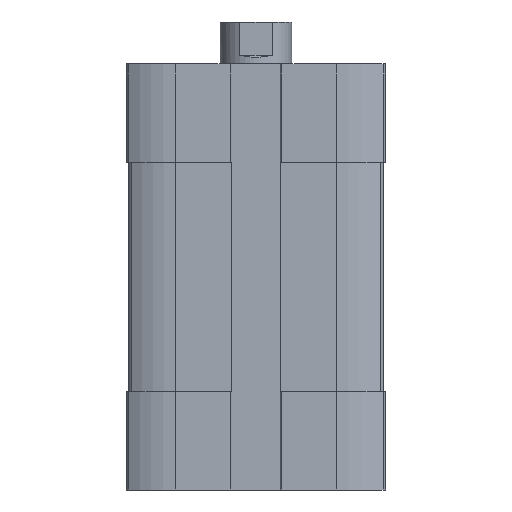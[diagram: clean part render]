
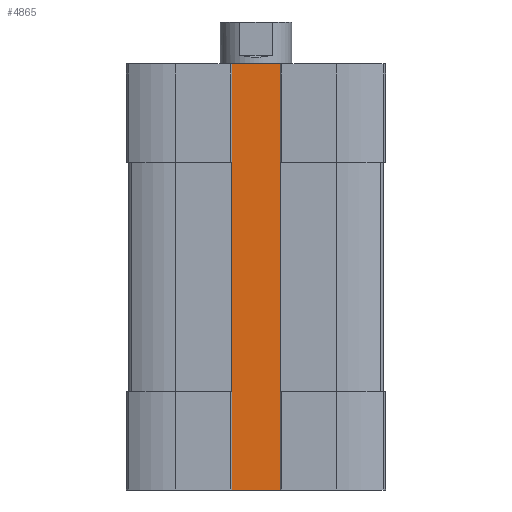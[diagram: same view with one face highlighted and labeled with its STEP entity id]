
A CAD part, front view. The second image highlights one B-rep face of the part: STEP entity #4865.
In plain terms, the highlighted planar face has unit normal (0, -1, 0).
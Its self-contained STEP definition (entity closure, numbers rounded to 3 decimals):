
#50=PLANE('',#5239);
#317=LINE('',#7606,#715);
#318=LINE('',#7608,#716);
#319=LINE('',#7610,#717);
#320=LINE('',#7612,#718);
#715=VECTOR('',#5935,1000.);
#716=VECTOR('',#5938,1000.);
#717=VECTOR('',#5939,1000.);
#718=VECTOR('',#5940,1000.);
#1434=ORIENTED_EDGE('',*,*,#2796,.F.);
#1435=ORIENTED_EDGE('',*,*,#2795,.F.);
#1436=ORIENTED_EDGE('',*,*,#2797,.T.);
#1437=ORIENTED_EDGE('',*,*,#2798,.T.);
#2795=EDGE_CURVE('',#3458,#3457,#317,.T.);
#2796=EDGE_CURVE('',#3457,#3459,#318,.T.);
#2797=EDGE_CURVE('',#3458,#3460,#319,.T.);
#2798=EDGE_CURVE('',#3460,#3459,#320,.T.);
#3457=VERTEX_POINT('',#7603);
#3458=VERTEX_POINT('',#7605);
#3459=VERTEX_POINT('',#7609);
#3460=VERTEX_POINT('',#7611);
#4048=EDGE_LOOP('',(#1434,#1435,#1436,#1437));
#4448=FACE_BOUND('',#4048,.T.);
#4865=ADVANCED_FACE('',(#4448),#50,.T.);
#5239=AXIS2_PLACEMENT_3D('',#7607,#5936,#5937);
#5935=DIRECTION('',(0.,0.,1.));
#5936=DIRECTION('',(0.,-1.,0.));
#5937=DIRECTION('',(0.,0.,-1.));
#5938=DIRECTION('',(1.,0.,0.));
#5939=DIRECTION('',(1.,0.,0.));
#5940=DIRECTION('',(0.,0.,1.));
#7603=CARTESIAN_POINT('',(-3.,-9.3,0.));
#7605=CARTESIAN_POINT('',(-3.,-9.3,-47.7));
#7606=CARTESIAN_POINT('',(-3.,-9.3,-47.7));
#7607=CARTESIAN_POINT('',(-3.,-9.3,-47.7));
#7608=CARTESIAN_POINT('',(-3.,-9.3,0.));
#7609=CARTESIAN_POINT('',(3.,-9.3,0.));
#7610=CARTESIAN_POINT('',(-3.,-9.3,-47.7));
#7611=CARTESIAN_POINT('',(3.,-9.3,-47.7));
#7612=CARTESIAN_POINT('',(3.,-9.3,-47.7));
